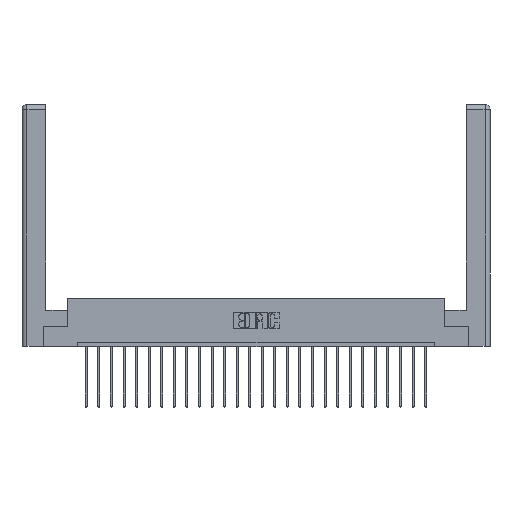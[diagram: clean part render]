
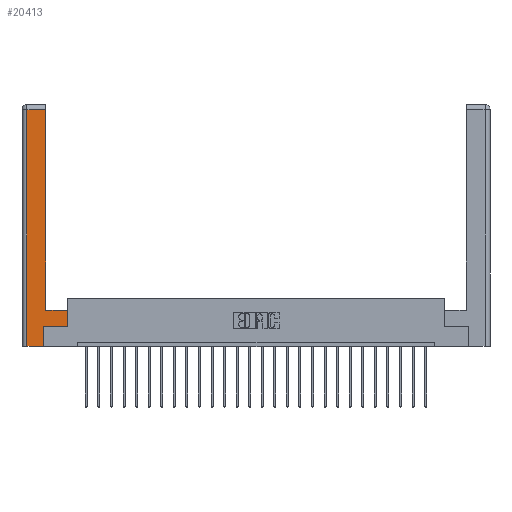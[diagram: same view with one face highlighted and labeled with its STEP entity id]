
A CAD part, top view. The second image highlights one B-rep face of the part: STEP entity #20413.
In plain terms, the highlighted planar face has unit normal (0, 0, 1).
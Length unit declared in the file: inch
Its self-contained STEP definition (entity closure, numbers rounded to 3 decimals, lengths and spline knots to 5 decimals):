
#54 = CARTESIAN_POINT ( 'NONE',  ( 0.265, 0.245, 0. ) ) ;
#76 = EDGE_CURVE ( 'NONE', #20027, #13040, #4067, .T. ) ;
#441 = CARTESIAN_POINT ( 'NONE',  ( 0.295, 0.45, 0. ) ) ;
#2443 = DIRECTION ( 'NONE',  ( 0., -1., 0. ) ) ;
#3004 = EDGE_CURVE ( 'NONE', #17093, #4509, #20711, .T. ) ;
#3212 = EDGE_CURVE ( 'NONE', #13040, #17970, #10838, .T. ) ;
#3414 = ORIENTED_EDGE ( 'NONE', *, *, #76, .T. ) ;
#4067 = LINE ( 'NONE', #12463, #15662 ) ;
#4120 = VECTOR ( 'NONE', #23054, 39.37008 ) ;
#4498 = VECTOR ( 'NONE', #8916, 39.37008 ) ;
#4509 = VERTEX_POINT ( 'NONE', #6061 ) ;
#4813 = VERTEX_POINT ( 'NONE', #54 ) ;
#4862 = ORIENTED_EDGE ( 'NONE', *, *, #16091, .T. ) ;
#5394 = DIRECTION ( 'NONE',  ( 0., 1., 0. ) ) ;
#5604 = EDGE_LOOP ( 'NONE', ( #23877, #20676, #3414, #8213, #14922, #9811, #6364, #4862 ) ) ;
#6061 = CARTESIAN_POINT ( 'NONE',  ( 0.565, 0.45, 0. ) ) ;
#6065 = FACE_OUTER_BOUND ( 'NONE', #5604, .T. ) ;
#6364 = ORIENTED_EDGE ( 'NONE', *, *, #3004, .T. ) ;
#6827 = DIRECTION ( 'NONE',  ( -1., 0., 0. ) ) ;
#6867 = EDGE_CURVE ( 'NONE', #4813, #17093, #11376, .T. ) ;
#8213 = ORIENTED_EDGE ( 'NONE', *, *, #3212, .T. ) ;
#8285 = AXIS2_PLACEMENT_3D ( 'NONE', #8920, #8833, #6827 ) ;
#8375 = CARTESIAN_POINT ( 'NONE',  ( 0.265, 0., 0. ) ) ;
#8625 = CARTESIAN_POINT ( 'NONE',  ( 0.0615, 2.94, 0. ) ) ;
#8833 = DIRECTION ( 'NONE',  ( 0., 0., -1. ) ) ;
#8916 = DIRECTION ( 'NONE',  ( 0., 1., 0. ) ) ;
#8920 = CARTESIAN_POINT ( 'NONE',  ( 0., 0., 0. ) ) ;
#9268 = CARTESIAN_POINT ( 'NONE',  ( 0.265, 0.245, 0. ) ) ;
#9716 = VECTOR ( 'NONE', #18628, 39.37008 ) ;
#9811 = ORIENTED_EDGE ( 'NONE', *, *, #6867, .T. ) ;
#10838 = LINE ( 'NONE', #8375, #24930 ) ;
#10910 = VERTEX_POINT ( 'NONE', #441 ) ;
#11084 = CARTESIAN_POINT ( 'NONE',  ( 0.565, 0.245, 0. ) ) ;
#11376 = LINE ( 'NONE', #15023, #14749 ) ;
#12463 = CARTESIAN_POINT ( 'NONE',  ( 0.0615, 0., 0. ) ) ;
#12879 = CARTESIAN_POINT ( 'NONE',  ( 0.565, 0.45, 0. ) ) ;
#13040 = VERTEX_POINT ( 'NONE', #22558 ) ;
#13923 = VERTEX_POINT ( 'NONE', #15424 ) ;
#14476 = DIRECTION ( 'NONE',  ( -1., 0., 0. ) ) ;
#14749 = VECTOR ( 'NONE', #14848, 39.37008 ) ;
#14848 = DIRECTION ( 'NONE',  ( 1., 0., 0. ) ) ;
#14922 = ORIENTED_EDGE ( 'NONE', *, *, #20553, .T. ) ;
#15023 = CARTESIAN_POINT ( 'NONE',  ( 0.565, 0.245, 0. ) ) ;
#15424 = CARTESIAN_POINT ( 'NONE',  ( 0.295, 2.94, 0. ) ) ;
#15662 = VECTOR ( 'NONE', #2443, 39.37008 ) ;
#16091 = EDGE_CURVE ( 'NONE', #4509, #10910, #24865, .T. ) ;
#16260 = LINE ( 'NONE', #24112, #20848 ) ;
#17055 = LINE ( 'NONE', #9268, #17379 ) ;
#17093 = VERTEX_POINT ( 'NONE', #11084 ) ;
#17379 = VECTOR ( 'NONE', #5394, 39.37008 ) ;
#17970 = VERTEX_POINT ( 'NONE', #19490 ) ;
#18262 = EDGE_CURVE ( 'NONE', #13923, #20027, #16260, .T. ) ;
#18628 = DIRECTION ( 'NONE',  ( 0., 1., 0. ) ) ;
#18912 = PLANE ( 'NONE',  #8285 ) ;
#19275 = LINE ( 'NONE', #20586, #9716 ) ;
#19490 = CARTESIAN_POINT ( 'NONE',  ( 0.265, 0., 0. ) ) ;
#19718 = EDGE_CURVE ( 'NONE', #10910, #13923, #19275, .T. ) ;
#20027 = VERTEX_POINT ( 'NONE', #8625 ) ;
#20413 = ADVANCED_FACE ( 'NONE', ( #6065 ), #18912, .F. ) ;
#20553 = EDGE_CURVE ( 'NONE', #17970, #4813, #17055, .T. ) ;
#20586 = CARTESIAN_POINT ( 'NONE',  ( 0.295, 3., 0. ) ) ;
#20676 = ORIENTED_EDGE ( 'NONE', *, *, #18262, .T. ) ;
#20711 = LINE ( 'NONE', #12879, #4498 ) ;
#20848 = VECTOR ( 'NONE', #14476, 39.37008 ) ;
#21979 = CARTESIAN_POINT ( 'NONE',  ( 0.295, 0.45, 0. ) ) ;
#22075 = DIRECTION ( 'NONE',  ( 1., 0., 0. ) ) ;
#22558 = CARTESIAN_POINT ( 'NONE',  ( 0.0615, 0., 0. ) ) ;
#23054 = DIRECTION ( 'NONE',  ( -1., 0., 0. ) ) ;
#23877 = ORIENTED_EDGE ( 'NONE', *, *, #19718, .T. ) ;
#24112 = CARTESIAN_POINT ( 'NONE',  ( 0.0615, 2.94, 0. ) ) ;
#24865 = LINE ( 'NONE', #21979, #4120 ) ;
#24930 = VECTOR ( 'NONE', #22075, 39.37008 ) ;
